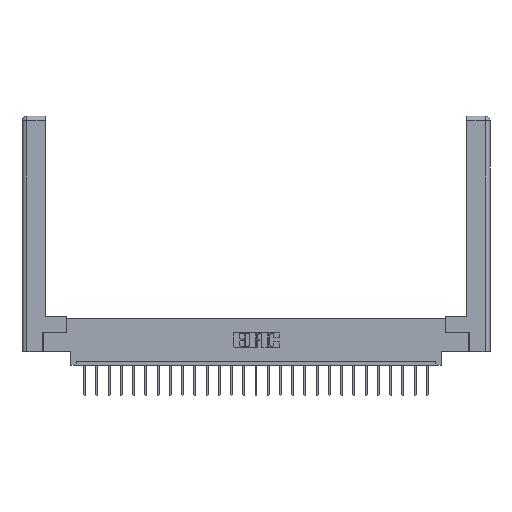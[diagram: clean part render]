
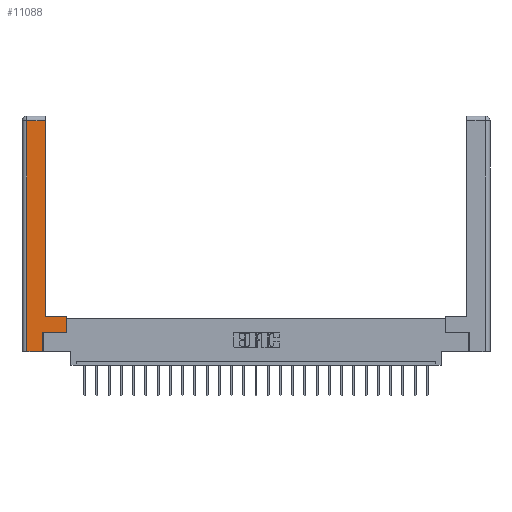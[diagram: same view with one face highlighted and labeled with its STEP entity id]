
A CAD part, top view. The second image highlights one B-rep face of the part: STEP entity #11088.
In plain terms, the highlighted planar face has unit normal (0, 0, 1).
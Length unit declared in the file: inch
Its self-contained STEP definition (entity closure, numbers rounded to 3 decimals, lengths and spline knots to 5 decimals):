
#1095 = EDGE_CURVE ( 'NONE', #14570, #20169, #20341, .T. ) ;
#1598 = VECTOR ( 'NONE', #18974, 39.37008 ) ;
#1911 = DIRECTION ( 'NONE',  ( 0., 1., 0. ) ) ;
#2003 = CARTESIAN_POINT ( 'NONE',  ( 0.265, 0.245, 0. ) ) ;
#2527 = LINE ( 'NONE', #15447, #4087 ) ;
#2725 = VECTOR ( 'NONE', #1911, 39.37008 ) ;
#2849 = VECTOR ( 'NONE', #12932, 39.37008 ) ;
#2884 = ORIENTED_EDGE ( 'NONE', *, *, #7122, .T. ) ;
#3119 = ORIENTED_EDGE ( 'NONE', *, *, #22045, .T. ) ;
#3635 = ORIENTED_EDGE ( 'NONE', *, *, #6249, .T. ) ;
#3712 = CARTESIAN_POINT ( 'NONE',  ( 0.265, 0.245, 0. ) ) ;
#4087 = VECTOR ( 'NONE', #7463, 39.37008 ) ;
#4575 = VECTOR ( 'NONE', #4738, 39.37008 ) ;
#4738 = DIRECTION ( 'NONE',  ( -1., 0., 0. ) ) ;
#5069 = CARTESIAN_POINT ( 'NONE',  ( 0., 0., 0. ) ) ;
#5305 = ORIENTED_EDGE ( 'NONE', *, *, #20190, .T. ) ;
#5499 = VERTEX_POINT ( 'NONE', #17394 ) ;
#5666 = CARTESIAN_POINT ( 'NONE',  ( 0.295, 2.94, 0. ) ) ;
#5682 = LINE ( 'NONE', #23306, #2849 ) ;
#5893 = LINE ( 'NONE', #2003, #2725 ) ;
#5908 = ORIENTED_EDGE ( 'NONE', *, *, #23517, .T. ) ;
#6249 = EDGE_CURVE ( 'NONE', #14689, #14570, #5682, .T. ) ;
#6977 = CARTESIAN_POINT ( 'NONE',  ( 0.295, 0.45, 0. ) ) ;
#7122 = EDGE_CURVE ( 'NONE', #11154, #14689, #8514, .T. ) ;
#7298 = LINE ( 'NONE', #12826, #1598 ) ;
#7463 = DIRECTION ( 'NONE',  ( -1., 0., 0. ) ) ;
#7528 = CARTESIAN_POINT ( 'NONE',  ( 0.565, 0.245, 0. ) ) ;
#8514 = LINE ( 'NONE', #10150, #18270 ) ;
#9539 = EDGE_LOOP ( 'NONE', ( #5908, #16949, #11052, #3119, #5305, #2884, #3635, #9809 ) ) ;
#9809 = ORIENTED_EDGE ( 'NONE', *, *, #1095, .T. ) ;
#9877 = CARTESIAN_POINT ( 'NONE',  ( 0.265, 0., 0. ) ) ;
#10150 = CARTESIAN_POINT ( 'NONE',  ( 0.565, 0.245, 0. ) ) ;
#10251 = CARTESIAN_POINT ( 'NONE',  ( 0.565, 0.45, 0. ) ) ;
#10994 = LINE ( 'NONE', #25099, #15091 ) ;
#11052 = ORIENTED_EDGE ( 'NONE', *, *, #24450, .T. ) ;
#11088 = ADVANCED_FACE ( 'NONE', ( #15590 ), #12939, .F. ) ;
#11154 = VERTEX_POINT ( 'NONE', #3712 ) ;
#11774 = VECTOR ( 'NONE', #20075, 39.37008 ) ;
#11904 = VERTEX_POINT ( 'NONE', #5666 ) ;
#12284 = CARTESIAN_POINT ( 'NONE',  ( 0.0615, 0., 0. ) ) ;
#12826 = CARTESIAN_POINT ( 'NONE',  ( 0.295, 3., 0. ) ) ;
#12932 = DIRECTION ( 'NONE',  ( 0., 1., 0. ) ) ;
#12939 = PLANE ( 'NONE',  #25964 ) ;
#13656 = LINE ( 'NONE', #9877, #11774 ) ;
#14570 = VERTEX_POINT ( 'NONE', #10251 ) ;
#14689 = VERTEX_POINT ( 'NONE', #7528 ) ;
#14972 = DIRECTION ( 'NONE',  ( 0., 0., -1. ) ) ;
#15091 = VECTOR ( 'NONE', #18968, 39.37008 ) ;
#15447 = CARTESIAN_POINT ( 'NONE',  ( 0.0615, 2.94, 0. ) ) ;
#15590 = FACE_OUTER_BOUND ( 'NONE', #9539, .T. ) ;
#16230 = CARTESIAN_POINT ( 'NONE',  ( 0.0615, 2.94, 0. ) ) ;
#16949 = ORIENTED_EDGE ( 'NONE', *, *, #23665, .T. ) ;
#16951 = VERTEX_POINT ( 'NONE', #16230 ) ;
#16980 = DIRECTION ( 'NONE',  ( -1., 0., 0. ) ) ;
#17394 = CARTESIAN_POINT ( 'NONE',  ( 0.265, 0., 0. ) ) ;
#18270 = VECTOR ( 'NONE', #26025, 39.37008 ) ;
#18968 = DIRECTION ( 'NONE',  ( 0., -1., 0. ) ) ;
#18974 = DIRECTION ( 'NONE',  ( 0., 1., 0. ) ) ;
#20075 = DIRECTION ( 'NONE',  ( 1., 0., 0. ) ) ;
#20169 = VERTEX_POINT ( 'NONE', #21629 ) ;
#20190 = EDGE_CURVE ( 'NONE', #5499, #11154, #5893, .T. ) ;
#20341 = LINE ( 'NONE', #6977, #4575 ) ;
#21629 = CARTESIAN_POINT ( 'NONE',  ( 0.295, 0.45, 0. ) ) ;
#22045 = EDGE_CURVE ( 'NONE', #24882, #5499, #13656, .T. ) ;
#23306 = CARTESIAN_POINT ( 'NONE',  ( 0.565, 0.45, 0. ) ) ;
#23517 = EDGE_CURVE ( 'NONE', #20169, #11904, #7298, .T. ) ;
#23665 = EDGE_CURVE ( 'NONE', #11904, #16951, #2527, .T. ) ;
#24450 = EDGE_CURVE ( 'NONE', #16951, #24882, #10994, .T. ) ;
#24882 = VERTEX_POINT ( 'NONE', #12284 ) ;
#25099 = CARTESIAN_POINT ( 'NONE',  ( 0.0615, 0., 0. ) ) ;
#25964 = AXIS2_PLACEMENT_3D ( 'NONE', #5069, #14972, #16980 ) ;
#26025 = DIRECTION ( 'NONE',  ( 1., 0., 0. ) ) ;
